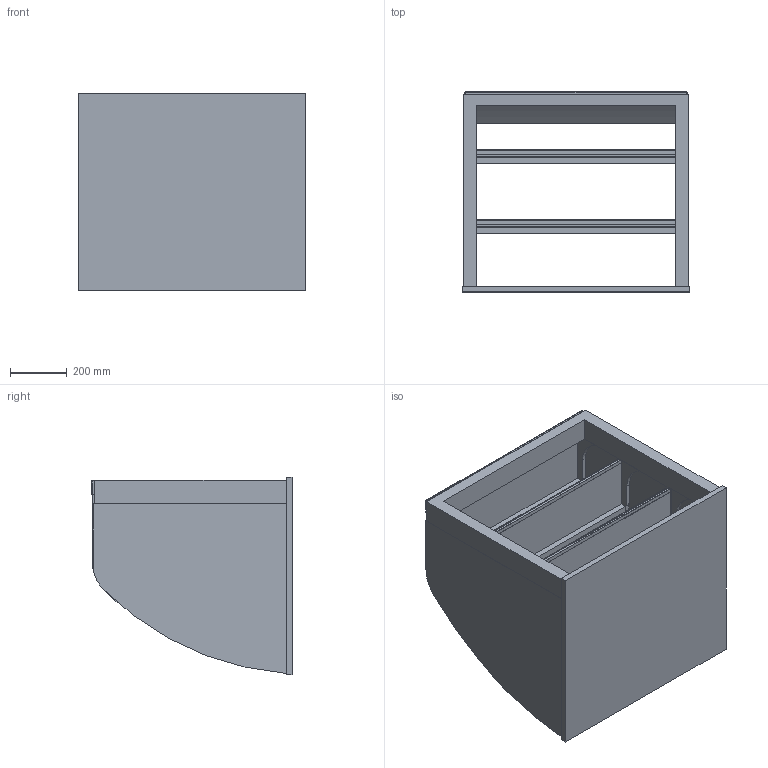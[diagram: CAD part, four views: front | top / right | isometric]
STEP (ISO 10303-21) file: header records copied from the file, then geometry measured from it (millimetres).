
FILE_DESCRIPTION(/* description */ ('Panoramaglasaufsatz ungekühlt'),/* implementation_level */ '2;1');
FILE_NAME(/* name */ '3D-AKE-00007718.stp',/* time_stamp */ '2023-05-26T11:08:22+02:00',/* author */ ('marina.schachner'),/* organization */ (''),/* preprocessor_version */ 'ST-DEVELOPER v18.1',/* originating_system */ 'Autodesk Inventor 2020',/* authorisation */ '');
FILE_SCHEMA (('AUTOMOTIVE_DESIGN { 1 0 10303 214 3 1 1 }'));
Length unit declared in the file: millimetre
Products named in the file (1): 3D-AKE-00007718
Bounding box: 800 x 704 x 695 mm (x, y, z)
Volume: 31167019.4 mm3; surface area: 5671759.9 mm2
Topology: 23 solids, 23 shells, 221 faces, 522 edges, 348 vertices
Faces by surface type: plane 183, cylinder 38
Entity records: 6320 total; most frequent: CARTESIAN_POINT 1092, ORIENTED_EDGE 1044, DIRECTION 1042, EDGE_CURVE 522, LINE 446, VECTOR 446, VERTEX_POINT 348, AXIS2_PLACEMENT_3D 298
